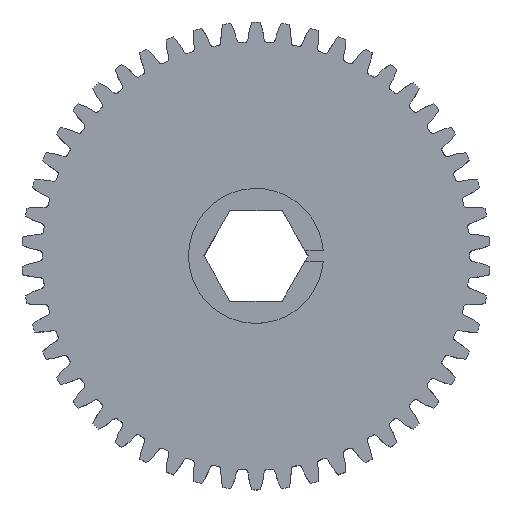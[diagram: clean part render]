
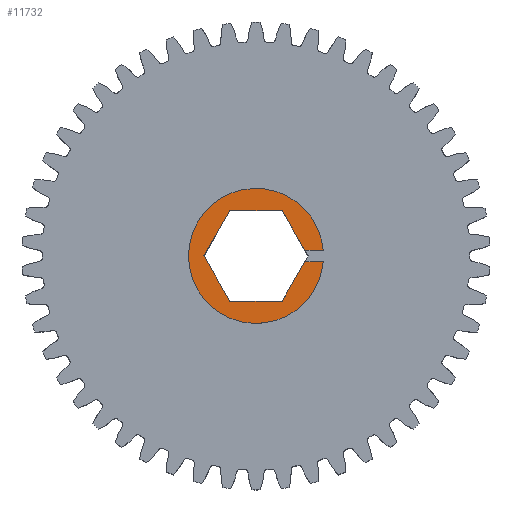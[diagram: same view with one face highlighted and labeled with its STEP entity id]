
A CAD part, top view. The second image highlights one B-rep face of the part: STEP entity #11732.
In plain terms, the highlighted planar face has unit normal (0, 0, 1).
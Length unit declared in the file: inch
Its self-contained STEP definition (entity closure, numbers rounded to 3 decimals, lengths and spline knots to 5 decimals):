
#58 = VERTEX_POINT ( 'NONE', #12565 ) ;
#72 = ORIENTED_EDGE ( 'NONE', *, *, #6844, .F. ) ;
#254 = ORIENTED_EDGE ( 'NONE', *, *, #18479, .F. ) ;
#345 = DIRECTION ( 'NONE',  ( -1., 0., 0. ) ) ;
#1036 = DIRECTION ( 'NONE',  ( 0., 0., 1. ) ) ;
#1438 = ORIENTED_EDGE ( 'NONE', *, *, #19476, .F. ) ;
#1485 = VERTEX_POINT ( 'NONE', #6217 ) ;
#1696 = LINE ( 'NONE', #7974, #19606 ) ;
#1719 = ORIENTED_EDGE ( 'NONE', *, *, #2823, .F. ) ;
#1855 = DIRECTION ( 'NONE',  ( -0.5, 0.866, 0. ) ) ;
#2296 = VERTEX_POINT ( 'NONE', #19802 ) ;
#2401 = CARTESIAN_POINT ( 'NONE',  ( 0.14491, -0.251, 0.249 ) ) ;
#2437 = FACE_OUTER_BOUND ( 'NONE', #3429, .T. ) ;
#2823 = EDGE_CURVE ( 'NONE', #2296, #1485, #5886, .T. ) ;
#3052 = CARTESIAN_POINT ( 'NONE',  ( 0.14491, 0.251, 0.249 ) ) ;
#3234 = CARTESIAN_POINT ( 'NONE',  ( 0.27179, -0.03125, 0.249 ) ) ;
#3429 = EDGE_LOOP ( 'NONE', ( #3837, #11380, #15896, #16826, #254, #1438, #1719, #8952, #6842, #72 ) ) ;
#3837 = ORIENTED_EDGE ( 'NONE', *, *, #14839, .F. ) ;
#3883 = DIRECTION ( 'NONE',  ( 0., 0., 1. ) ) ;
#3933 = VECTOR ( 'NONE', #17653, 39.37008 ) ;
#4235 = CARTESIAN_POINT ( 'NONE',  ( 0., 0., 0.249 ) ) ;
#4422 = CARTESIAN_POINT ( 'NONE',  ( -0.375, 0., 0.249 ) ) ;
#4761 = VERTEX_POINT ( 'NONE', #8302 ) ;
#5498 = VERTEX_POINT ( 'NONE', #4422 ) ;
#5886 = LINE ( 'NONE', #9373, #18823 ) ;
#5902 = DIRECTION ( 'NONE',  ( 1., 0., 0. ) ) ;
#6141 = CARTESIAN_POINT ( 'NONE',  ( 0., 0., 0.249 ) ) ;
#6204 = VECTOR ( 'NONE', #7238, 39.37008 ) ;
#6217 = CARTESIAN_POINT ( 'NONE',  ( -0.14491, -0.251, 0.249 ) ) ;
#6330 = EDGE_CURVE ( 'NONE', #8174, #5498, #17244, .T. ) ;
#6336 = EDGE_CURVE ( 'NONE', #7362, #4761, #15390, .T. ) ;
#6674 = LINE ( 'NONE', #13163, #12857 ) ;
#6842 = ORIENTED_EDGE ( 'NONE', *, *, #6336, .F. ) ;
#6844 = EDGE_CURVE ( 'NONE', #58, #7362, #6674, .T. ) ;
#7125 = VECTOR ( 'NONE', #345, 39.37008 ) ;
#7238 = DIRECTION ( 'NONE',  ( 1., 0., 0. ) ) ;
#7362 = VERTEX_POINT ( 'NONE', #18618 ) ;
#7545 = LINE ( 'NONE', #13496, #6204 ) ;
#7974 = CARTESIAN_POINT ( 'NONE',  ( -0.14491, 0.251, 0.249 ) ) ;
#8174 = VERTEX_POINT ( 'NONE', #14920 ) ;
#8302 = CARTESIAN_POINT ( 'NONE',  ( -0.14491, 0.251, 0.249 ) ) ;
#8426 = CIRCLE ( 'NONE', #11373, 0.375 ) ;
#8673 = LINE ( 'NONE', #19938, #14119 ) ;
#8702 = CARTESIAN_POINT ( 'NONE',  ( 0., 0., 0.249 ) ) ;
#8737 = AXIS2_PLACEMENT_3D ( 'NONE', #6141, #17119, #12219 ) ;
#8952 = ORIENTED_EDGE ( 'NONE', *, *, #17269, .F. ) ;
#9373 = CARTESIAN_POINT ( 'NONE',  ( -0.28983, 0., 0.249 ) ) ;
#9417 = VERTEX_POINT ( 'NONE', #3234 ) ;
#10164 = LINE ( 'NONE', #11406, #3933 ) ;
#10446 = VERTEX_POINT ( 'NONE', #2401 ) ;
#11373 = AXIS2_PLACEMENT_3D ( 'NONE', #4235, #1036, #11746 ) ;
#11380 = ORIENTED_EDGE ( 'NONE', *, *, #6330, .T. ) ;
#11406 = CARTESIAN_POINT ( 'NONE',  ( 0.14491, -0.251, 0.249 ) ) ;
#11732 = ADVANCED_FACE ( 'NONE', ( #2437 ), #13237, .T. ) ;
#11746 = DIRECTION ( 'NONE',  ( 1., 0., 0. ) ) ;
#12006 = EDGE_CURVE ( 'NONE', #5498, #15689, #8426, .T. ) ;
#12219 = DIRECTION ( 'NONE',  ( 1., 0., 0. ) ) ;
#12565 = CARTESIAN_POINT ( 'NONE',  ( 0.27179, 0.03125, 0.249 ) ) ;
#12857 = VECTOR ( 'NONE', #1855, 39.37008 ) ;
#13163 = CARTESIAN_POINT ( 'NONE',  ( 0.28983, 0., 0.249 ) ) ;
#13183 = LINE ( 'NONE', #14323, #7125 ) ;
#13237 = PLANE ( 'NONE',  #15306 ) ;
#13338 = VECTOR ( 'NONE', #18463, 39.37008 ) ;
#13496 = CARTESIAN_POINT ( 'NONE',  ( 0.1612, -0.03125, 0.249 ) ) ;
#14119 = VECTOR ( 'NONE', #5902, 39.37008 ) ;
#14242 = DIRECTION ( 'NONE',  ( -0.5, -0.866, 0. ) ) ;
#14323 = CARTESIAN_POINT ( 'NONE',  ( 0.1612, 0.03125, 0.249 ) ) ;
#14839 = EDGE_CURVE ( 'NONE', #8174, #58, #13183, .T. ) ;
#14920 = CARTESIAN_POINT ( 'NONE',  ( 0.3737, 0.03125, 0.249 ) ) ;
#14961 = DIRECTION ( 'NONE',  ( 1., 0., 0. ) ) ;
#15306 = AXIS2_PLACEMENT_3D ( 'NONE', #8702, #3883, #14961 ) ;
#15390 = LINE ( 'NONE', #3052, #13338 ) ;
#15689 = VERTEX_POINT ( 'NONE', #16039 ) ;
#15896 = ORIENTED_EDGE ( 'NONE', *, *, #12006, .T. ) ;
#16039 = CARTESIAN_POINT ( 'NONE',  ( 0.3737, -0.03125, 0.249 ) ) ;
#16826 = ORIENTED_EDGE ( 'NONE', *, *, #17498, .F. ) ;
#17063 = DIRECTION ( 'NONE',  ( 0.5, -0.866, 0. ) ) ;
#17119 = DIRECTION ( 'NONE',  ( 0., 0., 1. ) ) ;
#17244 = CIRCLE ( 'NONE', #8737, 0.375 ) ;
#17269 = EDGE_CURVE ( 'NONE', #4761, #2296, #1696, .T. ) ;
#17498 = EDGE_CURVE ( 'NONE', #9417, #15689, #7545, .T. ) ;
#17653 = DIRECTION ( 'NONE',  ( 0.5, 0.866, 0. ) ) ;
#18463 = DIRECTION ( 'NONE',  ( -1., 0., 0. ) ) ;
#18479 = EDGE_CURVE ( 'NONE', #10446, #9417, #10164, .T. ) ;
#18618 = CARTESIAN_POINT ( 'NONE',  ( 0.14491, 0.251, 0.249 ) ) ;
#18823 = VECTOR ( 'NONE', #17063, 39.37008 ) ;
#19476 = EDGE_CURVE ( 'NONE', #1485, #10446, #8673, .T. ) ;
#19606 = VECTOR ( 'NONE', #14242, 39.37008 ) ;
#19802 = CARTESIAN_POINT ( 'NONE',  ( -0.28983, 0., 0.249 ) ) ;
#19938 = CARTESIAN_POINT ( 'NONE',  ( -0.14491, -0.251, 0.249 ) ) ;
